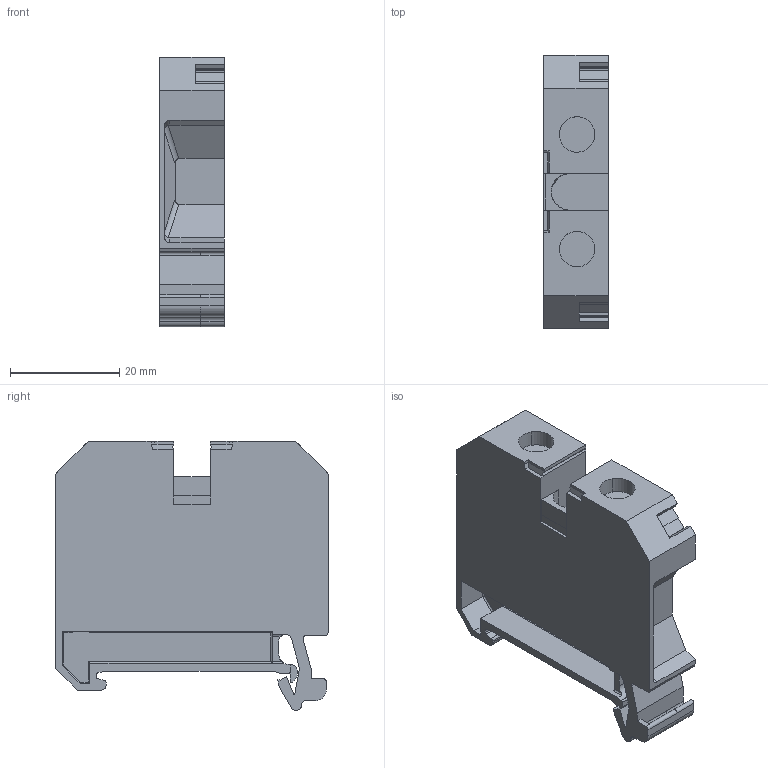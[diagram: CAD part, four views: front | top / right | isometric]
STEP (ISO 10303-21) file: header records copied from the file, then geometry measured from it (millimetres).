
FILE_DESCRIPTION(('CATIA V5 STEP Exchange','CAx-IF Rec.Pracs.--- Model Styling and Organization---1.4--- 2014-01-23'),'2;1');
FILE_NAME ('001924-6_1', '2022-11-29T09:43:48+00:00', ('none'), ('Weidmueller'), 'CATIA Version 5-6 Release 2016 SP3 HF44', 'CATIA V5 STEP AP214', 'none');
FILE_SCHEMA(('AUTOMOTIVE_DESIGN { 1 0 10303 214 1 1 1 1 }'));
Length unit declared in the file: millimetre
Products named in the file (1): 0380660000
Bounding box: 11.9 x 50 x 49.35 mm (x, y, z)
Volume: 19919.2 mm3; surface area: 7913 mm2
Topology: 1 solids, 1 shells, 179 faces, 512 edges, 337 vertices
Faces by surface type: plane 122, cylinder 55, extrusion 2
Entity records: 5876 total; most frequent: CARTESIAN_POINT 1342, ORIENTED_EDGE 1024, DIRECTION 784, EDGE_CURVE 512, VECTOR 405, LINE 403, VERTEX_POINT 337, AXIS2_PLACEMENT_3D 222
